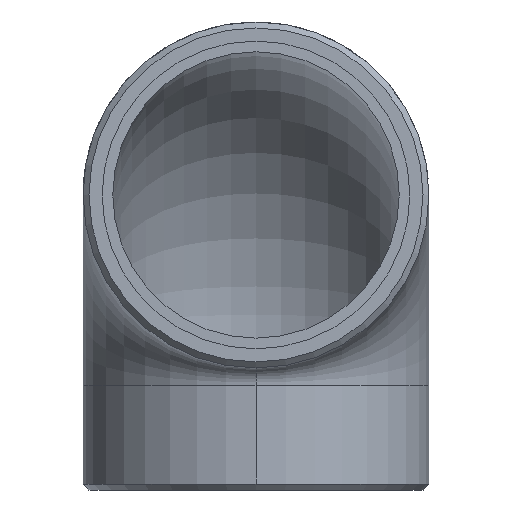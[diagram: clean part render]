
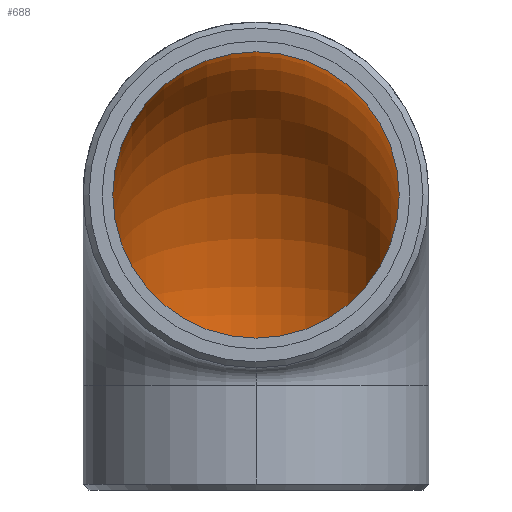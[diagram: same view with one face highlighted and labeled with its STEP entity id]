
A CAD part, left-side view. The second image highlights one B-rep face of the part: STEP entity #688.
In plain terms, the highlighted toroidal (fillet/blend) face has major radius 29.2 mm and minor radius 28.15 mm.
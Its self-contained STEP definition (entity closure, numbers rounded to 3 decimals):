
#52 = CARTESIAN_POINT ( 'NONE',  ( -29.2, 0., 0. ) ) ;
#53 = DIRECTION ( 'NONE',  ( 1., 0., 0. ) ) ;
#54 = DIRECTION ( 'NONE',  ( 0., 0., -1. ) ) ;
#158 = CARTESIAN_POINT ( 'NONE',  ( 0., 0., -29.2 ) ) ;
#163 = DIRECTION ( 'NONE',  ( 0., 0., -1. ) ) ;
#164 = DIRECTION ( 'NONE',  ( -1., 0., 0. ) ) ;
#486 = DIRECTION ( 'NONE',  ( 0., 1., 0. ) ) ;
#487 = CARTESIAN_POINT ( 'NONE',  ( -29.2, 0., -29.2 ) ) ;
#488 = DIRECTION ( 'NONE',  ( 0., 0., 1. ) ) ;
#491 = VERTEX_POINT ( 'NONE', #496 ) ;
#496 = CARTESIAN_POINT ( 'NONE',  ( -29.2, 0., -28.15 ) ) ;
#509 = VERTEX_POINT ( 'NONE', #510 ) ;
#510 = CARTESIAN_POINT ( 'NONE',  ( -28.15, 0., -29.2 ) ) ;
#532 = EDGE_CURVE ( 'NONE', #491, #491, #836, .T. ) ;
#533 = AXIS2_PLACEMENT_3D ( 'NONE', #52, #53, #54 ) ;
#535 = AXIS2_PLACEMENT_3D ( 'NONE', #158, #163, #164 ) ;
#615 = EDGE_CURVE ( 'NONE', #509, #509, #882, .T. ) ;
#619 = AXIS2_PLACEMENT_3D ( 'NONE', #487, #486, #488 ) ;
#688 = ADVANCED_FACE ( 'NONE', ( #941, #947 ), #949, .F. ) ;
#705 = EDGE_LOOP ( 'NONE', ( #828 ) ) ;
#740 = EDGE_LOOP ( 'NONE', ( #829 ) ) ;
#828 = ORIENTED_EDGE ( 'NONE', *, *, #532, .F. ) ;
#829 = ORIENTED_EDGE ( 'NONE', *, *, #615, .T. ) ;
#836 = CIRCLE ( 'NONE', #533, 28.15 ) ;
#882 = CIRCLE ( 'NONE', #535, 28.15 ) ;
#941 = FACE_OUTER_BOUND ( 'NONE', #705, .T. ) ;
#947 = FACE_OUTER_BOUND ( 'NONE', #740, .T. ) ;
#949 = TOROIDAL_SURFACE ( 'NONE', #619, 29.2, 28.15 ) ;
